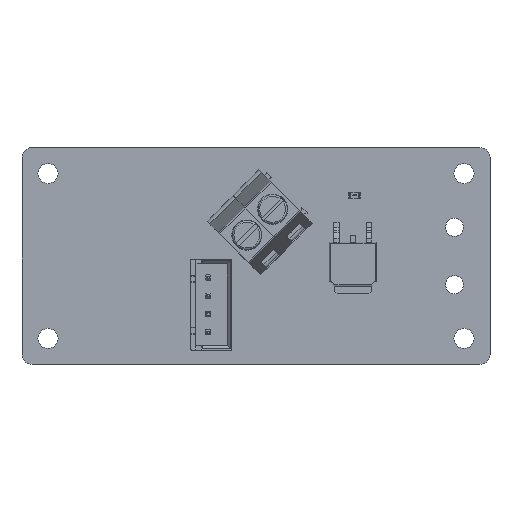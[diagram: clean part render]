
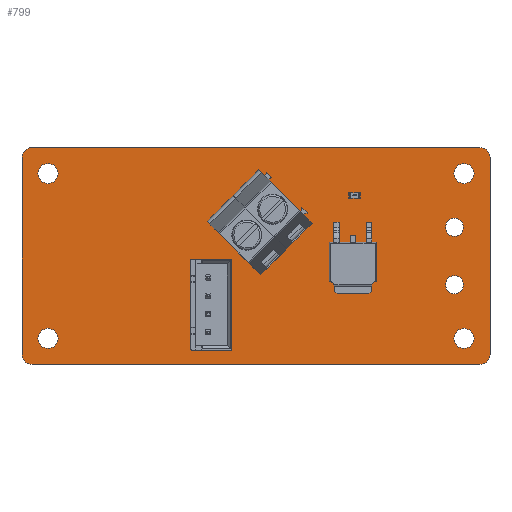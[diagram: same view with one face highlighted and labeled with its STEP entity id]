
A CAD part, top view. The second image highlights one B-rep face of the part: STEP entity #799.
In plain terms, the highlighted planar face has unit normal (0, 0, 1).
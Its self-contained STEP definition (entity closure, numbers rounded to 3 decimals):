
#68 = VERTEX_POINT('',#69);
#69 = CARTESIAN_POINT('',(-0.127,1.27,1.6));
#75 = EDGE_CURVE('',#68,#76,#78,.T.);
#76 = VERTEX_POINT('',#77);
#77 = CARTESIAN_POINT('',(-0.127,28.73,1.6));
#78 = LINE('',#79,#80);
#79 = CARTESIAN_POINT('',(-0.127,1.27,1.6));
#80 = VECTOR('',#81,1.);
#81 = DIRECTION('',(0.,1.,0.));
#106 = EDGE_CURVE('',#76,#107,#109,.T.);
#107 = VERTEX_POINT('',#108);
#108 = CARTESIAN_POINT('',(0.963,30.093,1.6));
#109 = CIRCLE('',#110,1.396);
#110 = AXIS2_PLACEMENT_3D('',#111,#112,#113);
#111 = CARTESIAN_POINT('',(1.269,28.731,1.6));
#112 = DIRECTION('',(0.,0.,-1.));
#113 = DIRECTION('',(-1.,-0.001,0.));
#139 = EDGE_CURVE('',#107,#140,#142,.T.);
#140 = VERTEX_POINT('',#141);
#141 = CARTESIAN_POINT('',(1.05,30.127,1.6));
#142 = CIRCLE('',#143,0.118);
#143 = AXIS2_PLACEMENT_3D('',#144,#145,#146);
#144 = CARTESIAN_POINT('',(1.046,30.009,1.6));
#145 = DIRECTION('',(0.,0.,-1.));
#146 = DIRECTION('',(-0.703,0.711,0.));
#172 = EDGE_CURVE('',#140,#173,#175,.T.);
#173 = VERTEX_POINT('',#174);
#174 = CARTESIAN_POINT('',(63.73,30.127,1.6));
#175 = LINE('',#176,#177);
#176 = CARTESIAN_POINT('',(1.05,30.127,1.6));
#177 = VECTOR('',#178,1.);
#178 = DIRECTION('',(1.,0.,0.));
#203 = EDGE_CURVE('',#173,#204,#206,.T.);
#204 = VERTEX_POINT('',#205);
#205 = CARTESIAN_POINT('',(65.127,28.73,1.6));
#206 = CIRCLE('',#207,1.396);
#207 = AXIS2_PLACEMENT_3D('',#208,#209,#210);
#208 = CARTESIAN_POINT('',(63.731,28.731,1.6));
#209 = DIRECTION('',(0.,0.,-1.));
#210 = DIRECTION('',(0.,1.,0.));
#236 = EDGE_CURVE('',#204,#237,#239,.T.);
#237 = VERTEX_POINT('',#238);
#238 = CARTESIAN_POINT('',(65.127,1.27,1.6));
#239 = LINE('',#240,#241);
#240 = CARTESIAN_POINT('',(65.127,28.73,1.6));
#241 = VECTOR('',#242,1.);
#242 = DIRECTION('',(0.,-1.,0.));
#267 = EDGE_CURVE('',#237,#268,#270,.T.);
#268 = VERTEX_POINT('',#269);
#269 = CARTESIAN_POINT('',(63.73,-0.127,1.6));
#270 = CIRCLE('',#271,1.396);
#271 = AXIS2_PLACEMENT_3D('',#272,#273,#274);
#272 = CARTESIAN_POINT('',(63.731,1.269,1.6));
#273 = DIRECTION('',(0.,0.,-1.));
#274 = DIRECTION('',(1.,0.,0.));
#300 = EDGE_CURVE('',#268,#301,#303,.T.);
#301 = VERTEX_POINT('',#302);
#302 = CARTESIAN_POINT('',(1.269,-0.127,1.6));
#303 = LINE('',#304,#305);
#304 = CARTESIAN_POINT('',(63.73,-0.127,1.6));
#305 = VECTOR('',#306,1.);
#306 = DIRECTION('',(-1.,0.,0.));
#331 = EDGE_CURVE('',#301,#68,#332,.T.);
#332 = CIRCLE('',#333,1.395);
#333 = AXIS2_PLACEMENT_3D('',#334,#335,#336);
#334 = CARTESIAN_POINT('',(1.268,1.268,1.6));
#335 = DIRECTION('',(0.,0.,-1.));
#336 = DIRECTION('',(0.001,-1.,0.));
#357 = VERTEX_POINT('',#358);
#358 = CARTESIAN_POINT('',(4.9,3.5,1.6));
#364 = EDGE_CURVE('',#357,#357,#365,.T.);
#365 = CIRCLE('',#366,1.4);
#366 = AXIS2_PLACEMENT_3D('',#367,#368,#369);
#367 = CARTESIAN_POINT('',(3.5,3.5,1.6));
#368 = DIRECTION('',(0.,0.,1.));
#369 = DIRECTION('',(1.,0.,0.));
#390 = VERTEX_POINT('',#391);
#391 = CARTESIAN_POINT('',(26.32,4.43,1.6));
#397 = EDGE_CURVE('',#390,#390,#398,.T.);
#398 = CIRCLE('',#399,0.5);
#399 = AXIS2_PLACEMENT_3D('',#400,#401,#402);
#400 = CARTESIAN_POINT('',(25.82,4.43,1.6));
#401 = DIRECTION('',(0.,0.,1.));
#402 = DIRECTION('',(1.,0.,0.));
#423 = VERTEX_POINT('',#424);
#424 = CARTESIAN_POINT('',(26.32,6.93,1.6));
#430 = EDGE_CURVE('',#423,#423,#431,.T.);
#431 = CIRCLE('',#432,0.5);
#432 = AXIS2_PLACEMENT_3D('',#433,#434,#435);
#433 = CARTESIAN_POINT('',(25.82,6.93,1.6));
#434 = DIRECTION('',(0.,0.,1.));
#435 = DIRECTION('',(1.,0.,0.));
#456 = VERTEX_POINT('',#457);
#457 = CARTESIAN_POINT('',(4.9,26.5,1.6));
#463 = EDGE_CURVE('',#456,#456,#464,.T.);
#464 = CIRCLE('',#465,1.4);
#465 = AXIS2_PLACEMENT_3D('',#466,#467,#468);
#466 = CARTESIAN_POINT('',(3.5,26.5,1.6));
#467 = DIRECTION('',(0.,0.,1.));
#468 = DIRECTION('',(1.,0.,0.));
#489 = VERTEX_POINT('',#490);
#490 = CARTESIAN_POINT('',(26.32,9.43,1.6));
#496 = EDGE_CURVE('',#489,#489,#497,.T.);
#497 = CIRCLE('',#498,0.5);
#498 = AXIS2_PLACEMENT_3D('',#499,#500,#501);
#499 = CARTESIAN_POINT('',(25.82,9.43,1.6));
#500 = DIRECTION('',(0.,0.,1.));
#501 = DIRECTION('',(1.,0.,0.));
#522 = VERTEX_POINT('',#523);
#523 = CARTESIAN_POINT('',(26.32,11.93,1.6));
#529 = EDGE_CURVE('',#522,#522,#530,.T.);
#530 = CIRCLE('',#531,0.5);
#531 = AXIS2_PLACEMENT_3D('',#532,#533,#534);
#532 = CARTESIAN_POINT('',(25.82,11.93,1.6));
#533 = DIRECTION('',(0.,0.,1.));
#534 = DIRECTION('',(1.,0.,0.));
#555 = VERTEX_POINT('',#556);
#556 = CARTESIAN_POINT('',(31.833,17.858,1.6));
#562 = EDGE_CURVE('',#555,#555,#563,.T.);
#563 = CIRCLE('',#564,0.575);
#564 = AXIS2_PLACEMENT_3D('',#565,#566,#567);
#565 = CARTESIAN_POINT('',(31.258,17.858,1.6));
#566 = DIRECTION('',(0.,0.,1.));
#567 = DIRECTION('',(1.,0.,0.));
#588 = VERTEX_POINT('',#589);
#589 = CARTESIAN_POINT('',(62.9,3.5,1.6));
#595 = EDGE_CURVE('',#588,#588,#596,.T.);
#596 = CIRCLE('',#597,1.4);
#597 = AXIS2_PLACEMENT_3D('',#598,#599,#600);
#598 = CARTESIAN_POINT('',(61.5,3.5,1.6));
#599 = DIRECTION('',(0.,0.,1.));
#600 = DIRECTION('',(1.,0.,0.));
#621 = VERTEX_POINT('',#622);
#622 = CARTESIAN_POINT('',(61.42,11.,1.6));
#628 = EDGE_CURVE('',#621,#621,#629,.T.);
#629 = CIRCLE('',#630,1.25);
#630 = AXIS2_PLACEMENT_3D('',#631,#632,#633);
#631 = CARTESIAN_POINT('',(60.17,11.,1.6));
#632 = DIRECTION('',(0.,0.,1.));
#633 = DIRECTION('',(1.,0.,0.));
#654 = VERTEX_POINT('',#655);
#655 = CARTESIAN_POINT('',(35.425,21.45,1.6));
#661 = EDGE_CURVE('',#654,#654,#662,.T.);
#662 = CIRCLE('',#663,0.575);
#663 = AXIS2_PLACEMENT_3D('',#664,#665,#666);
#664 = CARTESIAN_POINT('',(34.85,21.45,1.6));
#665 = DIRECTION('',(0.,0.,1.));
#666 = DIRECTION('',(1.,0.,0.));
#687 = VERTEX_POINT('',#688);
#688 = CARTESIAN_POINT('',(61.42,19.,1.6));
#694 = EDGE_CURVE('',#687,#687,#695,.T.);
#695 = CIRCLE('',#696,1.25);
#696 = AXIS2_PLACEMENT_3D('',#697,#698,#699);
#697 = CARTESIAN_POINT('',(60.17,19.,1.6));
#698 = DIRECTION('',(0.,0.,1.));
#699 = DIRECTION('',(1.,0.,0.));
#720 = VERTEX_POINT('',#721);
#721 = CARTESIAN_POINT('',(62.9,26.5,1.6));
#727 = EDGE_CURVE('',#720,#720,#728,.T.);
#728 = CIRCLE('',#729,1.4);
#729 = AXIS2_PLACEMENT_3D('',#730,#731,#732);
#730 = CARTESIAN_POINT('',(61.5,26.5,1.6));
#731 = DIRECTION('',(0.,0.,1.));
#732 = DIRECTION('',(1.,0.,0.));
#799 = ADVANCED_FACE('',(#800,#811,#814,#817,#820,#823,#826,#829,#832,
    #835,#838,#841,#844),#847,.T.);
#800 = FACE_BOUND('',#801,.F.);
#801 = EDGE_LOOP('',(#802,#803,#804,#805,#806,#807,#808,#809,#810));
#802 = ORIENTED_EDGE('',*,*,#75,.T.);
#803 = ORIENTED_EDGE('',*,*,#106,.T.);
#804 = ORIENTED_EDGE('',*,*,#139,.T.);
#805 = ORIENTED_EDGE('',*,*,#172,.T.);
#806 = ORIENTED_EDGE('',*,*,#203,.T.);
#807 = ORIENTED_EDGE('',*,*,#236,.T.);
#808 = ORIENTED_EDGE('',*,*,#267,.T.);
#809 = ORIENTED_EDGE('',*,*,#300,.T.);
#810 = ORIENTED_EDGE('',*,*,#331,.T.);
#811 = FACE_BOUND('',#812,.T.);
#812 = EDGE_LOOP('',(#813));
#813 = ORIENTED_EDGE('',*,*,#364,.F.);
#814 = FACE_BOUND('',#815,.T.);
#815 = EDGE_LOOP('',(#816));
#816 = ORIENTED_EDGE('',*,*,#397,.F.);
#817 = FACE_BOUND('',#818,.T.);
#818 = EDGE_LOOP('',(#819));
#819 = ORIENTED_EDGE('',*,*,#430,.F.);
#820 = FACE_BOUND('',#821,.T.);
#821 = EDGE_LOOP('',(#822));
#822 = ORIENTED_EDGE('',*,*,#463,.F.);
#823 = FACE_BOUND('',#824,.T.);
#824 = EDGE_LOOP('',(#825));
#825 = ORIENTED_EDGE('',*,*,#496,.F.);
#826 = FACE_BOUND('',#827,.T.);
#827 = EDGE_LOOP('',(#828));
#828 = ORIENTED_EDGE('',*,*,#529,.F.);
#829 = FACE_BOUND('',#830,.T.);
#830 = EDGE_LOOP('',(#831));
#831 = ORIENTED_EDGE('',*,*,#562,.F.);
#832 = FACE_BOUND('',#833,.T.);
#833 = EDGE_LOOP('',(#834));
#834 = ORIENTED_EDGE('',*,*,#595,.F.);
#835 = FACE_BOUND('',#836,.T.);
#836 = EDGE_LOOP('',(#837));
#837 = ORIENTED_EDGE('',*,*,#628,.F.);
#838 = FACE_BOUND('',#839,.T.);
#839 = EDGE_LOOP('',(#840));
#840 = ORIENTED_EDGE('',*,*,#661,.F.);
#841 = FACE_BOUND('',#842,.T.);
#842 = EDGE_LOOP('',(#843));
#843 = ORIENTED_EDGE('',*,*,#694,.F.);
#844 = FACE_BOUND('',#845,.T.);
#845 = EDGE_LOOP('',(#846));
#846 = ORIENTED_EDGE('',*,*,#727,.F.);
#847 = PLANE('',#848);
#848 = AXIS2_PLACEMENT_3D('',#849,#850,#851);
#849 = CARTESIAN_POINT('',(-0.127,1.27,1.6));
#850 = DIRECTION('',(0.,0.,1.));
#851 = DIRECTION('',(1.,0.,0.));
